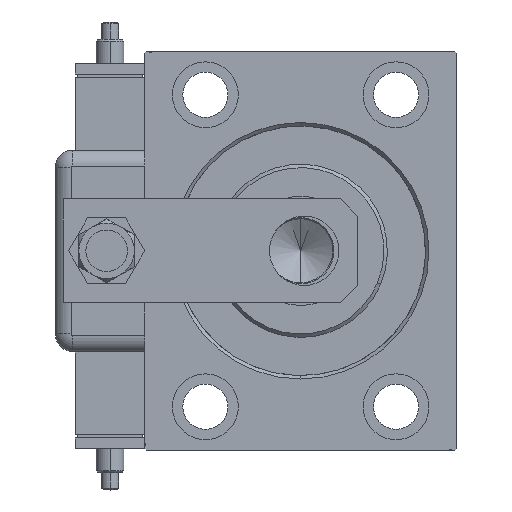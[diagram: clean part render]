
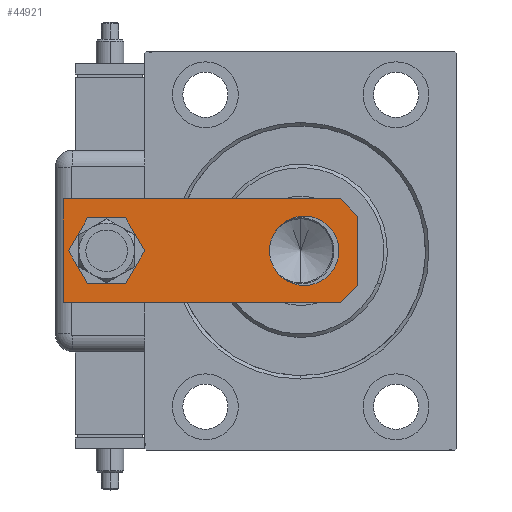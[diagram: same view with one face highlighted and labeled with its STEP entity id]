
A CAD part, left-side view. The second image highlights one B-rep face of the part: STEP entity #44921.
In plain terms, the highlighted face is planar.
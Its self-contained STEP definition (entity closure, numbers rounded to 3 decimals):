
#1514 = CARTESIAN_POINT ( 'NONE',  ( 15., 5., 0. ) ) ;
#1949 = DIRECTION ( 'NONE',  ( 0., 0., 1. ) ) ;
#2472 = FACE_OUTER_BOUND ( 'NONE', #10356, .T. ) ;
#3304 = CIRCLE ( 'NONE', #37970, 10. ) ;
#4945 = DIRECTION ( 'NONE',  ( -0.707, 0.707, 0. ) ) ;
#5043 = DIRECTION ( 'NONE',  ( 0., 1., 0. ) ) ;
#5287 = LINE ( 'NONE', #48074, #45176 ) ;
#5696 = DIRECTION ( 'NONE',  ( 1., 0., 0. ) ) ;
#5755 = CARTESIAN_POINT ( 'NONE',  ( -10., 15.5, 0. ) ) ;
#6920 = VERTEX_POINT ( 'NONE', #43349 ) ;
#7123 = AXIS2_PLACEMENT_3D ( 'NONE', #29470, #44037, #14897 ) ;
#7511 = VECTOR ( 'NONE', #5043, 1000. ) ;
#9041 = DIRECTION ( 'NONE',  ( -0.707, -0.707, 0. ) ) ;
#9377 = DIRECTION ( 'NONE',  ( -1., 0., 0. ) ) ;
#9387 = CARTESIAN_POINT ( 'NONE',  ( 15., 0., 0. ) ) ;
#10009 = ORIENTED_EDGE ( 'NONE', *, *, #54652, .F. ) ;
#10356 = EDGE_LOOP ( 'NONE', ( #32867, #40838, #10009, #51612, #47192, #34145 ) ) ;
#10502 = LINE ( 'NONE', #43064, #41033 ) ;
#12554 = EDGE_CURVE ( 'NONE', #57519, #27995, #18979, .T. ) ;
#14032 = VERTEX_POINT ( 'NONE', #17931 ) ;
#14261 = VERTEX_POINT ( 'NONE', #52227 ) ;
#14897 = DIRECTION ( 'NONE',  ( 1., 0., 0. ) ) ;
#14948 = LINE ( 'NONE', #9387, #7511 ) ;
#15021 = EDGE_CURVE ( 'NONE', #6920, #14261, #55702, .T. ) ;
#16688 = ORIENTED_EDGE ( 'NONE', *, *, #15021, .T. ) ;
#17056 = ORIENTED_EDGE ( 'NONE', *, *, #49153, .T. ) ;
#17320 = EDGE_CURVE ( 'NONE', #55078, #42042, #37575, .T. ) ;
#17931 = CARTESIAN_POINT ( 'NONE',  ( 10., 15.5, 0. ) ) ;
#18480 = CIRCLE ( 'NONE', #32366, 7. ) ;
#18979 = LINE ( 'NONE', #55906, #40718 ) ;
#20208 = EDGE_LOOP ( 'NONE', ( #16688, #53942 ) ) ;
#20765 = CARTESIAN_POINT ( 'NONE',  ( 10., 0., 0. ) ) ;
#20846 = DIRECTION ( 'NONE',  ( 1., 0., 0. ) ) ;
#21781 = EDGE_CURVE ( 'NONE', #27921, #14032, #3304, .T. ) ;
#22116 = EDGE_LOOP ( 'NONE', ( #41229, #17056 ) ) ;
#23570 = DIRECTION ( 'NONE',  ( 1., 0., 0. ) ) ;
#23957 = CARTESIAN_POINT ( 'NONE',  ( 15., 85., 0. ) ) ;
#25123 = DIRECTION ( 'NONE',  ( 0., 0., 1. ) ) ;
#27921 = VERTEX_POINT ( 'NONE', #5755 ) ;
#27995 = VERTEX_POINT ( 'NONE', #30837 ) ;
#28510 = CARTESIAN_POINT ( 'NONE',  ( -10., 0., 0. ) ) ;
#28954 = CARTESIAN_POINT ( 'NONE',  ( 0., 72.5, 0. ) ) ;
#29253 = CARTESIAN_POINT ( 'NONE',  ( 0., 15.5, 0. ) ) ;
#29470 = CARTESIAN_POINT ( 'NONE',  ( 0., 72.5, 0. ) ) ;
#30086 = DIRECTION ( 'NONE',  ( 1., 0., 0. ) ) ;
#30837 = CARTESIAN_POINT ( 'NONE',  ( -15., 85., 0. ) ) ;
#31000 = LINE ( 'NONE', #55208, #52391 ) ;
#31500 = AXIS2_PLACEMENT_3D ( 'NONE', #29253, #48183, #5696 ) ;
#31741 = EDGE_CURVE ( 'NONE', #55078, #57519, #14948, .T. ) ;
#32366 = AXIS2_PLACEMENT_3D ( 'NONE', #28954, #49411, #54367 ) ;
#32867 = ORIENTED_EDGE ( 'NONE', *, *, #32887, .F. ) ;
#32887 = EDGE_CURVE ( 'NONE', #37518, #42042, #5287, .T. ) ;
#34145 = ORIENTED_EDGE ( 'NONE', *, *, #17320, .T. ) ;
#34556 = EDGE_CURVE ( 'NONE', #14261, #6920, #18480, .T. ) ;
#37518 = VERTEX_POINT ( 'NONE', #28510 ) ;
#37575 = LINE ( 'NONE', #1514, #56629 ) ;
#37970 = AXIS2_PLACEMENT_3D ( 'NONE', #42593, #1949, #20846 ) ;
#38374 = VERTEX_POINT ( 'NONE', #49657 ) ;
#39599 = EDGE_CURVE ( 'NONE', #37518, #38374, #10502, .T. ) ;
#40718 = VECTOR ( 'NONE', #9377, 1000. ) ;
#40838 = ORIENTED_EDGE ( 'NONE', *, *, #39599, .T. ) ;
#41033 = VECTOR ( 'NONE', #4945, 1000. ) ;
#41229 = ORIENTED_EDGE ( 'NONE', *, *, #21781, .T. ) ;
#42042 = VERTEX_POINT ( 'NONE', #20765 ) ;
#42593 = CARTESIAN_POINT ( 'NONE',  ( 0., 15.5, 0. ) ) ;
#43064 = CARTESIAN_POINT ( 'NONE',  ( -10., 0., 0. ) ) ;
#43349 = CARTESIAN_POINT ( 'NONE',  ( -7., 72.5, 0. ) ) ;
#44037 = DIRECTION ( 'NONE',  ( 0., 0., 1. ) ) ;
#44655 = CARTESIAN_POINT ( 'NONE',  ( 0., 0., 0. ) ) ;
#44921 = ADVANCED_FACE ( 'NONE', ( #2472, #53680, #49626 ), #53980, .F. ) ;
#45176 = VECTOR ( 'NONE', #23570, 1000. ) ;
#47192 = ORIENTED_EDGE ( 'NONE', *, *, #31741, .F. ) ;
#47958 = CARTESIAN_POINT ( 'NONE',  ( 15., 5., 0. ) ) ;
#48074 = CARTESIAN_POINT ( 'NONE',  ( -15., 0., 0. ) ) ;
#48183 = DIRECTION ( 'NONE',  ( 0., 0., 1. ) ) ;
#49153 = EDGE_CURVE ( 'NONE', #14032, #27921, #50341, .T. ) ;
#49411 = DIRECTION ( 'NONE',  ( 0., 0., 1. ) ) ;
#49626 = FACE_BOUND ( 'NONE', #22116, .T. ) ;
#49657 = CARTESIAN_POINT ( 'NONE',  ( -15., 5., 0. ) ) ;
#50341 = CIRCLE ( 'NONE', #31500, 10. ) ;
#51612 = ORIENTED_EDGE ( 'NONE', *, *, #12554, .F. ) ;
#52227 = CARTESIAN_POINT ( 'NONE',  ( 7., 72.5, 0. ) ) ;
#52391 = VECTOR ( 'NONE', #54901, 1000. ) ;
#53680 = FACE_BOUND ( 'NONE', #20208, .T. ) ;
#53942 = ORIENTED_EDGE ( 'NONE', *, *, #34556, .T. ) ;
#53980 = PLANE ( 'NONE',  #60081 ) ;
#54367 = DIRECTION ( 'NONE',  ( 1., 0., 0. ) ) ;
#54652 = EDGE_CURVE ( 'NONE', #27995, #38374, #31000, .T. ) ;
#54901 = DIRECTION ( 'NONE',  ( 0., -1., 0. ) ) ;
#55078 = VERTEX_POINT ( 'NONE', #47958 ) ;
#55208 = CARTESIAN_POINT ( 'NONE',  ( -15., 85., 0. ) ) ;
#55702 = CIRCLE ( 'NONE', #7123, 7. ) ;
#55906 = CARTESIAN_POINT ( 'NONE',  ( 15., 85., 0. ) ) ;
#56629 = VECTOR ( 'NONE', #9041, 1000. ) ;
#57519 = VERTEX_POINT ( 'NONE', #23957 ) ;
#60081 = AXIS2_PLACEMENT_3D ( 'NONE', #44655, #25123, #30086 ) ;
